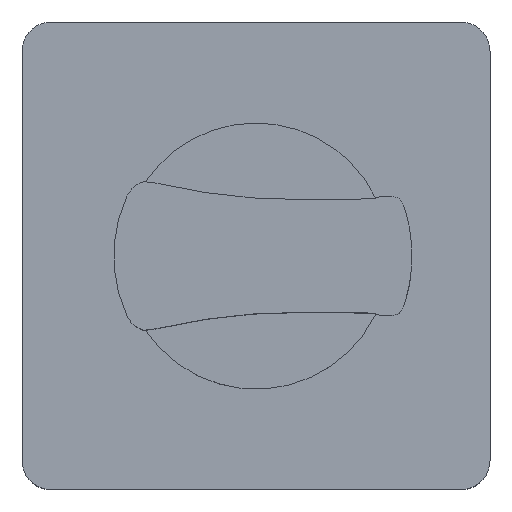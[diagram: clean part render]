
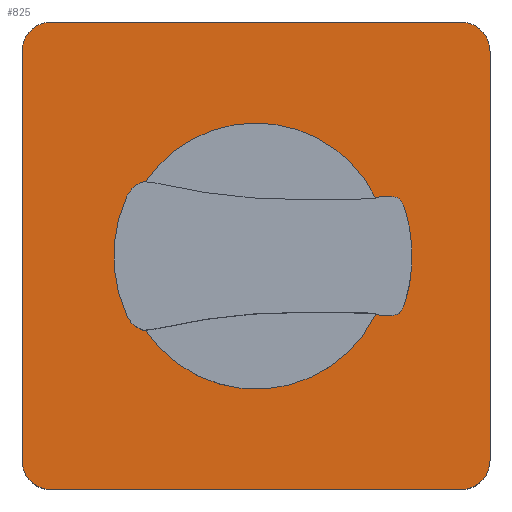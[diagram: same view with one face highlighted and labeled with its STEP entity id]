
A CAD part, top view. The second image highlights one B-rep face of the part: STEP entity #825.
In plain terms, the highlighted planar face has unit normal (0, 0, 1).
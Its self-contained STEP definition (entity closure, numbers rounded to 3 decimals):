
#25=FACE_BOUND($,#130,.T.);
#38=PLANE($,#932);
#79=FACE_OUTER_BOUND($,#129,.T.);
#129=EDGE_LOOP($,(#677,#678,#679,#680,#681,#682,#683,#684));
#130=EDGE_LOOP($,(#685,#686,#687,#688,#689,#690,#691,#692,#693,#694,#695,
#696,#697,#698,#699,#700));
#154=CIRCLE($,#856,16.414);
#160=CIRCLE($,#865,3.825);
#162=CIRCLE($,#868,2.822);
#164=CIRCLE($,#871,14.591);
#166=CIRCLE($,#874,2.816);
#168=CIRCLE($,#877,16.414);
#177=CIRCLE($,#889,3.825);
#178=CIRCLE($,#892,1.239);
#180=CIRCLE($,#895,15.667);
#182=CIRCLE($,#898,14.754);
#184=CIRCLE($,#901,15.594);
#186=CIRCLE($,#904,1.239);
#190=CIRCLE($,#913,13.647);
#191=CIRCLE($,#915,13.647);
#193=CIRCLE($,#919,3.);
#195=CIRCLE($,#923,3.);
#197=CIRCLE($,#927,3.);
#199=CIRCLE($,#931,3.);
#229=LINE($,#1334,#287);
#237=LINE($,#1369,#295);
#241=LINE($,#1387,#299);
#245=LINE($,#1399,#303);
#249=LINE($,#1411,#307);
#253=LINE($,#1423,#311);
#287=VECTOR($,#1058,1.157);
#295=VECTOR($,#1098,1.157);
#299=VECTOR($,#1122,42.);
#303=VECTOR($,#1134,41.954);
#307=VECTOR($,#1146,42.);
#311=VECTOR($,#1158,41.954);
#330=VERTEX_POINT($,#1249);
#334=VERTEX_POINT($,#1257);
#340=VERTEX_POINT($,#1275);
#341=VERTEX_POINT($,#1277);
#343=VERTEX_POINT($,#1283);
#345=VERTEX_POINT($,#1289);
#347=VERTEX_POINT($,#1295);
#349=VERTEX_POINT($,#1301);
#359=VERTEX_POINT($,#1327);
#360=VERTEX_POINT($,#1329);
#361=VERTEX_POINT($,#1333);
#363=VERTEX_POINT($,#1339);
#365=VERTEX_POINT($,#1345);
#367=VERTEX_POINT($,#1351);
#369=VERTEX_POINT($,#1357);
#371=VERTEX_POINT($,#1363);
#375=VERTEX_POINT($,#1384);
#376=VERTEX_POINT($,#1386);
#378=VERTEX_POINT($,#1392);
#380=VERTEX_POINT($,#1398);
#382=VERTEX_POINT($,#1404);
#384=VERTEX_POINT($,#1410);
#386=VERTEX_POINT($,#1416);
#388=VERTEX_POINT($,#1422);
#415=EDGE_CURVE($,#330,#334,#154,.T.);
#424=EDGE_CURVE($,#341,#340,#160,.T.);
#427=EDGE_CURVE($,#334,#343,#162,.T.);
#430=EDGE_CURVE($,#343,#345,#164,.T.);
#433=EDGE_CURVE($,#345,#347,#166,.T.);
#437=EDGE_CURVE($,#347,#349,#168,.T.);
#450=EDGE_CURVE($,#360,#359,#177,.T.);
#452=EDGE_CURVE($,#359,#361,#229,.T.);
#455=EDGE_CURVE($,#361,#363,#178,.T.);
#458=EDGE_CURVE($,#363,#365,#180,.T.);
#461=EDGE_CURVE($,#365,#367,#182,.T.);
#464=EDGE_CURVE($,#367,#369,#184,.T.);
#467=EDGE_CURVE($,#369,#371,#186,.T.);
#470=EDGE_CURVE($,#371,#341,#237,.T.);
#474=EDGE_CURVE($,#340,#330,#190,.T.);
#475=EDGE_CURVE($,#349,#360,#191,.T.);
#478=EDGE_CURVE($,#376,#375,#241,.T.);
#481=EDGE_CURVE($,#378,#376,#193,.T.);
#484=EDGE_CURVE($,#380,#378,#245,.T.);
#487=EDGE_CURVE($,#382,#380,#195,.T.);
#490=EDGE_CURVE($,#384,#382,#249,.T.);
#493=EDGE_CURVE($,#386,#384,#197,.T.);
#496=EDGE_CURVE($,#388,#386,#253,.T.);
#499=EDGE_CURVE($,#375,#388,#199,.T.);
#677=ORIENTED_EDGE($,*,*,#499,.T.);
#678=ORIENTED_EDGE($,*,*,#496,.T.);
#679=ORIENTED_EDGE($,*,*,#493,.T.);
#680=ORIENTED_EDGE($,*,*,#490,.T.);
#681=ORIENTED_EDGE($,*,*,#487,.T.);
#682=ORIENTED_EDGE($,*,*,#484,.T.);
#683=ORIENTED_EDGE($,*,*,#481,.T.);
#684=ORIENTED_EDGE($,*,*,#478,.T.);
#685=ORIENTED_EDGE($,*,*,#437,.T.);
#686=ORIENTED_EDGE($,*,*,#475,.T.);
#687=ORIENTED_EDGE($,*,*,#450,.T.);
#688=ORIENTED_EDGE($,*,*,#452,.T.);
#689=ORIENTED_EDGE($,*,*,#455,.T.);
#690=ORIENTED_EDGE($,*,*,#458,.T.);
#691=ORIENTED_EDGE($,*,*,#461,.T.);
#692=ORIENTED_EDGE($,*,*,#464,.T.);
#693=ORIENTED_EDGE($,*,*,#467,.T.);
#694=ORIENTED_EDGE($,*,*,#470,.T.);
#695=ORIENTED_EDGE($,*,*,#424,.T.);
#696=ORIENTED_EDGE($,*,*,#474,.T.);
#697=ORIENTED_EDGE($,*,*,#415,.T.);
#698=ORIENTED_EDGE($,*,*,#427,.T.);
#699=ORIENTED_EDGE($,*,*,#430,.T.);
#700=ORIENTED_EDGE($,*,*,#433,.T.);
#825=ADVANCED_FACE($,(#79,#25),#38,.T.);
#856=AXIS2_PLACEMENT_3D($,#1259,#975,#976);
#865=AXIS2_PLACEMENT_3D($,#1278,#996,#997);
#868=AXIS2_PLACEMENT_3D($,#1284,#1003,#1004);
#871=AXIS2_PLACEMENT_3D($,#1290,#1010,#1011);
#874=AXIS2_PLACEMENT_3D($,#1296,#1017,#1018);
#877=AXIS2_PLACEMENT_3D($,#1304,#1025,#1026);
#889=AXIS2_PLACEMENT_3D($,#1330,#1053,#1054);
#892=AXIS2_PLACEMENT_3D($,#1340,#1063,#1064);
#895=AXIS2_PLACEMENT_3D($,#1346,#1070,#1071);
#898=AXIS2_PLACEMENT_3D($,#1352,#1077,#1078);
#901=AXIS2_PLACEMENT_3D($,#1358,#1084,#1085);
#904=AXIS2_PLACEMENT_3D($,#1364,#1091,#1092);
#913=AXIS2_PLACEMENT_3D($,#1377,#1112,#1113);
#915=AXIS2_PLACEMENT_3D($,#1379,#1116,#1117);
#919=AXIS2_PLACEMENT_3D($,#1393,#1128,#1129);
#923=AXIS2_PLACEMENT_3D($,#1405,#1140,#1141);
#927=AXIS2_PLACEMENT_3D($,#1417,#1152,#1153);
#931=AXIS2_PLACEMENT_3D($,#1427,#1164,#1165);
#932=AXIS2_PLACEMENT_3D($,#1428,#1166,#1167);
#975=DIRECTION('center_axis',(0.,0.,-1.));
#976=DIRECTION('ref_axis',(0.081,-0.997,0.));
#996=DIRECTION('center_axis',(0.,0.,1.));
#997=DIRECTION('ref_axis',(0.009,1.,0.));
#1003=DIRECTION('center_axis',(0.,0.,-1.));
#1004=DIRECTION('ref_axis',(-0.908,-0.42,0.));
#1010=DIRECTION('center_axis',(0.,0.,-1.));
#1011=DIRECTION('ref_axis',(-0.907,0.42,0.));
#1017=DIRECTION('center_axis',(0.,0.,-1.));
#1018=DIRECTION('ref_axis',(-0.312,0.95,0.));
#1025=DIRECTION('center_axis',(0.,0.,-1.));
#1026=DIRECTION('ref_axis',(0.175,0.985,0.));
#1053=DIRECTION('center_axis',(0.,0.,1.));
#1054=DIRECTION('ref_axis',(0.353,-0.936,0.));
#1058=DIRECTION($,(1.,0.,0.));
#1063=DIRECTION('center_axis',(0.,0.,-1.));
#1064=DIRECTION('ref_axis',(0.957,0.29,0.));
#1070=DIRECTION('center_axis',(0.,0.,-1.));
#1071=DIRECTION('ref_axis',(0.989,0.151,0.));
#1077=DIRECTION('center_axis',(0.,0.,-1.));
#1078=DIRECTION('ref_axis',(0.986,-0.166,0.));
#1084=DIRECTION('center_axis',(0.,0.,-1.));
#1085=DIRECTION('ref_axis',(0.945,-0.328,0.));
#1091=DIRECTION('center_axis',(0.,0.,-1.));
#1092=DIRECTION('ref_axis',(0.,-1.,0.));
#1098=DIRECTION($,(-1.,0.,0.));
#1112=DIRECTION('center_axis',(0.,0.,-1.));
#1113=DIRECTION('ref_axis',(-1.,0.,0.));
#1116=DIRECTION('center_axis',(0.,0.,-1.));
#1117=DIRECTION('ref_axis',(-1.,0.,0.));
#1122=DIRECTION($,(-1.,0.,0.));
#1128=DIRECTION('center_axis',(0.,0.,1.));
#1129=DIRECTION('ref_axis',(1.,0.,0.));
#1134=DIRECTION($,(0.,1.,0.));
#1140=DIRECTION('center_axis',(0.,0.,1.));
#1141=DIRECTION('ref_axis',(0.,-1.,0.));
#1146=DIRECTION($,(1.,0.,0.));
#1152=DIRECTION('center_axis',(0.,0.,1.));
#1153=DIRECTION('ref_axis',(-1.,0.,0.));
#1158=DIRECTION($,(0.,-1.,0.));
#1164=DIRECTION('center_axis',(0.,0.,1.));
#1165=DIRECTION('ref_axis',(0.,1.,0.));
#1166=DIRECTION('center_axis',(0.,0.,1.));
#1167=DIRECTION('ref_axis',(1.,0.,0.));
#1249=CARTESIAN_POINT('',(12.664,-7.631,9.8));
#1257=CARTESIAN_POINT('',(12.434,-7.652,9.8));
#1259=CARTESIAN_POINT('Origin',(11.107,8.708,9.8));
#1275=CARTESIAN_POINT('',(36.279,-5.974,9.8));
#1277=CARTESIAN_POINT('',(36.782,-6.125,9.8));
#1278=CARTESIAN_POINT('Origin',(35.434,-9.704,9.8));
#1283=CARTESIAN_POINT('',(10.756,-6.156,9.8));
#1284=CARTESIAN_POINT('Origin',(13.317,-4.971,9.8));
#1289=CARTESIAN_POINT('',(10.76,6.102,9.8));
#1290=CARTESIAN_POINT('Origin',(23.999,-0.031,9.8));
#1295=CARTESIAN_POINT('',(12.434,7.591,9.8));
#1296=CARTESIAN_POINT('Origin',(13.314,4.915,9.8));
#1301=CARTESIAN_POINT('',(12.661,7.571,9.8));
#1304=CARTESIAN_POINT('Origin',(11.107,-8.769,9.8));
#1327=CARTESIAN_POINT('',(36.782,6.064,9.8));
#1329=CARTESIAN_POINT('',(36.282,5.913,9.8));
#1330=CARTESIAN_POINT('Origin',(35.434,9.643,9.8));
#1333=CARTESIAN_POINT('',(37.939,6.063,9.8));
#1334=CARTESIAN_POINT($,(30.97,6.065,9.8));
#1339=CARTESIAN_POINT('',(39.125,5.184,9.8));
#1340=CARTESIAN_POINT('Origin',(37.939,4.825,9.8));
#1345=CARTESIAN_POINT('',(39.81,2.417,9.8));
#1346=CARTESIAN_POINT('Origin',(24.322,0.05,9.8));
#1351=CARTESIAN_POINT('',(39.809,-2.477,9.8));
#1352=CARTESIAN_POINT('Origin',(25.26,-0.029,9.8));
#1357=CARTESIAN_POINT('',(39.125,-5.245,9.8));
#1358=CARTESIAN_POINT('Origin',(24.393,-0.132,9.8));
#1363=CARTESIAN_POINT('',(37.939,-6.124,9.8));
#1364=CARTESIAN_POINT('Origin',(37.939,-4.885,9.8));
#1369=CARTESIAN_POINT($,(30.392,-6.126,9.8));
#1377=CARTESIAN_POINT('Origin',(23.996,-0.027,9.8));
#1379=CARTESIAN_POINT('Origin',(23.996,-0.027,9.8));
#1384=CARTESIAN_POINT('',(3.,23.977,9.8));
#1386=CARTESIAN_POINT('',(45.,23.977,9.8));
#1387=CARTESIAN_POINT($,(45.,23.977,9.8));
#1392=CARTESIAN_POINT('',(48.,20.977,9.8));
#1393=CARTESIAN_POINT('Origin',(45.,20.977,9.8));
#1398=CARTESIAN_POINT('',(48.,-20.977,9.8));
#1399=CARTESIAN_POINT($,(48.,-20.977,9.8));
#1404=CARTESIAN_POINT('',(45.,-23.977,9.8));
#1405=CARTESIAN_POINT('Origin',(45.,-20.977,9.8));
#1410=CARTESIAN_POINT('',(3.,-23.977,9.8));
#1411=CARTESIAN_POINT($,(3.,-23.977,9.8));
#1416=CARTESIAN_POINT('',(0.,-20.977,9.8));
#1417=CARTESIAN_POINT('Origin',(3.,-20.977,9.8));
#1422=CARTESIAN_POINT('',(0.,20.977,9.8));
#1423=CARTESIAN_POINT($,(0.,20.977,9.8));
#1427=CARTESIAN_POINT('Origin',(3.,20.977,9.8));
#1428=CARTESIAN_POINT('Origin',(24.,0.,9.8));
